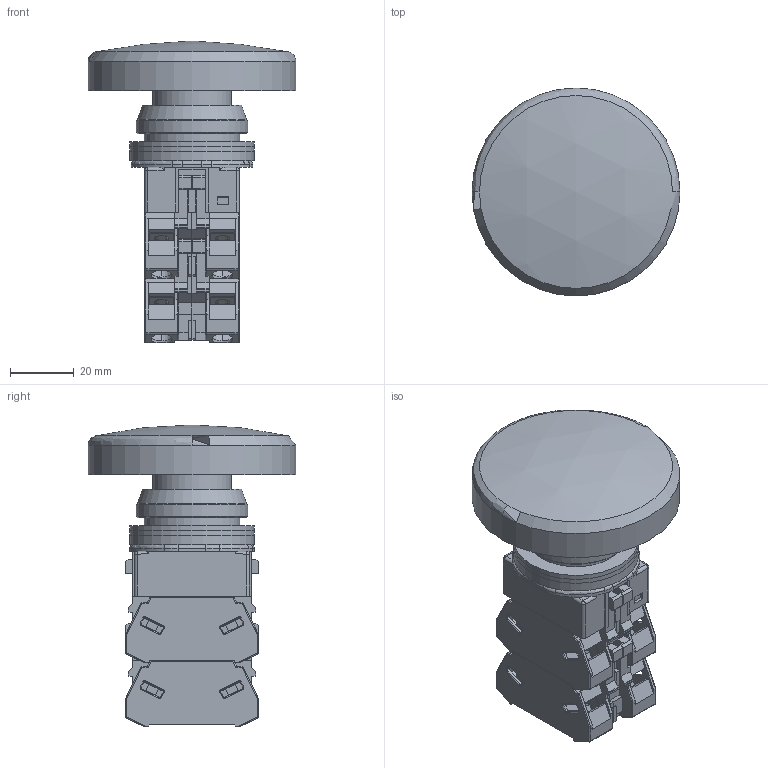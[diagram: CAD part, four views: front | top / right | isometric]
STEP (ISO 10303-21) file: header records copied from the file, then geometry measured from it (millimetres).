
FILE_DESCRIPTION (( 'STEP AP214' ), '1' );
FILE_NAME ('ABN4xx$.STEP', '2021-01-07T08:16:56', ( '' ), ( '' ), 'SwSTEP 2.0', 'SolidWorks 2019', '' );
FILE_SCHEMA (( 'AUTOMOTIVE_DESIGN' ));
Length unit declared in the file: millimetre
Products named in the file (6): HW-Uxx(R); OW-11; ABN4xx$; ABN4_BODY; OG-11; OW-12
Assembly tree (9 placements, depth 2):
  ABN4xx$
    ABN4_BODY
    OW-12
    OW-11  x2
    OG-11
    HW-Uxx(R)  x4
Bounding box: 65 x 65 x 94.4 mm (x, y, z)
Volume: 118596.8 mm3; surface area: 41326.5 mm2
Topology: 10 solids, 10 shells, 1177 faces, 3197 edges, 2043 vertices
Faces by surface type: plane 738, cylinder 293, bspline 118, torus 12, cone 11, sphere 5
Full cylindrical faces by diameter (mm): 3.5 x8, 24.5 x1, 26 x1, 29.5 x3, 30 x2, 31 x1, 35 x1, 39 x3, 65 x1
Entity records: 14095 total; most frequent: CARTESIAN_POINT 3874, ORIENTED_EDGE 2118, DIRECTION 1965, EDGE_CURVE 1059, VECTOR 765, LINE 765, VERTEX_POINT 696, AXIS2_PLACEMENT_3D 600
